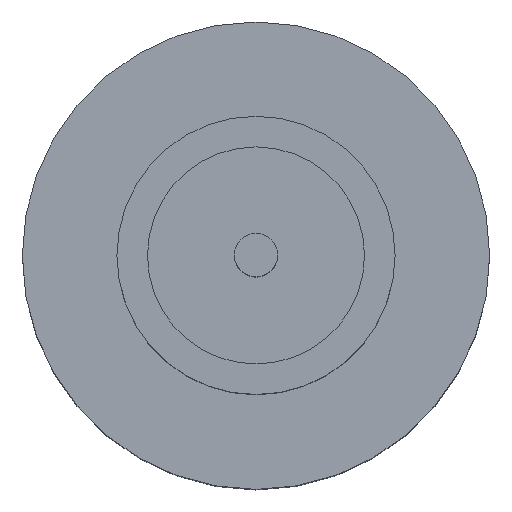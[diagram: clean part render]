
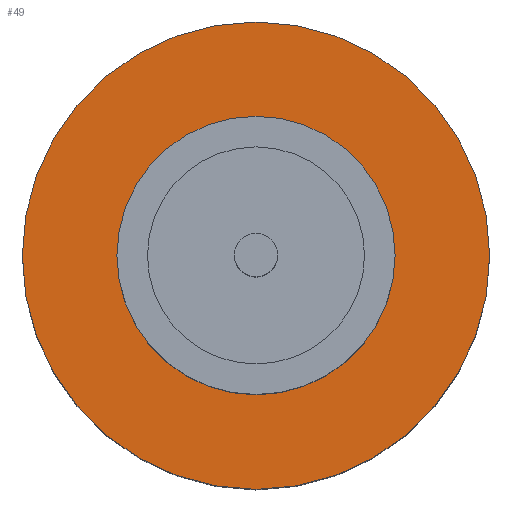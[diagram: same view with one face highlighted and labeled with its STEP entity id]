
A CAD part, top view. The second image highlights one B-rep face of the part: STEP entity #49.
In plain terms, the highlighted planar face has unit normal (0, 0, 1).
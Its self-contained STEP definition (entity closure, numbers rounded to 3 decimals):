
#49 = ADVANCED_FACE ( 'NONE', ( #197, #750 ), #729, .T. ) ;
#55 = CARTESIAN_POINT ( 'NONE',  ( 0., 0., 1.55 ) ) ;
#132 = EDGE_LOOP ( 'NONE', ( #436, #499 ) ) ;
#153 = EDGE_CURVE ( 'NONE', #319, #922, #231, .T. ) ;
#161 = CARTESIAN_POINT ( 'NONE',  ( 0., 0., 1.55 ) ) ;
#168 = AXIS2_PLACEMENT_3D ( 'NONE', #55, #274, #336 ) ;
#172 = EDGE_CURVE ( 'NONE', #906, #519, #656, .T. ) ;
#197 = FACE_BOUND ( 'NONE', #498, .T. ) ;
#202 = CARTESIAN_POINT ( 'NONE',  ( 2.1, 0., 1.55 ) ) ;
#222 = CARTESIAN_POINT ( 'NONE',  ( -2.1, 0., 1.55 ) ) ;
#231 = CIRCLE ( 'NONE', #168, 2.1 ) ;
#269 = CARTESIAN_POINT ( 'NONE',  ( 1.25, 0., 1.55 ) ) ;
#274 = DIRECTION ( 'NONE',  ( 0., 0., 1. ) ) ;
#298 = CARTESIAN_POINT ( 'NONE',  ( 0., 0., 1.55 ) ) ;
#301 = DIRECTION ( 'NONE',  ( 0., 0., 1. ) ) ;
#319 = VERTEX_POINT ( 'NONE', #222 ) ;
#325 = EDGE_CURVE ( 'NONE', #922, #319, #497, .T. ) ;
#336 = DIRECTION ( 'NONE',  ( 1., 0., 0. ) ) ;
#359 = AXIS2_PLACEMENT_3D ( 'NONE', #298, #441, #523 ) ;
#375 = DIRECTION ( 'NONE',  ( 0., 0., 1. ) ) ;
#393 = EDGE_CURVE ( 'NONE', #519, #906, #826, .T. ) ;
#415 = DIRECTION ( 'NONE',  ( 0., 0., 1. ) ) ;
#436 = ORIENTED_EDGE ( 'NONE', *, *, #153, .T. ) ;
#441 = DIRECTION ( 'NONE',  ( 0., 0., 1. ) ) ;
#443 = CARTESIAN_POINT ( 'NONE',  ( 0., 0., 1.55 ) ) ;
#451 = DIRECTION ( 'NONE',  ( 1., 0., 0. ) ) ;
#482 = ORIENTED_EDGE ( 'NONE', *, *, #393, .F. ) ;
#497 = CIRCLE ( 'NONE', #573, 2.1 ) ;
#498 = EDGE_LOOP ( 'NONE', ( #764, #482 ) ) ;
#499 = ORIENTED_EDGE ( 'NONE', *, *, #325, .T. ) ;
#519 = VERTEX_POINT ( 'NONE', #909 ) ;
#523 = DIRECTION ( 'NONE',  ( 1., 0., 0. ) ) ;
#573 = AXIS2_PLACEMENT_3D ( 'NONE', #161, #301, #451 ) ;
#592 = AXIS2_PLACEMENT_3D ( 'NONE', #861, #415, #867 ) ;
#605 = DIRECTION ( 'NONE',  ( 1., 0., 0. ) ) ;
#656 = CIRCLE ( 'NONE', #592, 1.25 ) ;
#729 = PLANE ( 'NONE',  #359 ) ;
#750 = FACE_OUTER_BOUND ( 'NONE', #132, .T. ) ;
#764 = ORIENTED_EDGE ( 'NONE', *, *, #172, .F. ) ;
#826 = CIRCLE ( 'NONE', #841, 1.25 ) ;
#841 = AXIS2_PLACEMENT_3D ( 'NONE', #443, #375, #605 ) ;
#861 = CARTESIAN_POINT ( 'NONE',  ( 0., 0., 1.55 ) ) ;
#867 = DIRECTION ( 'NONE',  ( 1., 0., 0. ) ) ;
#906 = VERTEX_POINT ( 'NONE', #269 ) ;
#909 = CARTESIAN_POINT ( 'NONE',  ( -1.25, 0., 1.55 ) ) ;
#922 = VERTEX_POINT ( 'NONE', #202 ) ;
